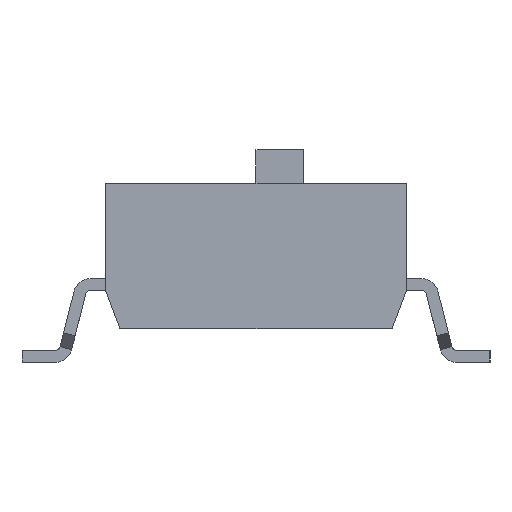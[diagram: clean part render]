
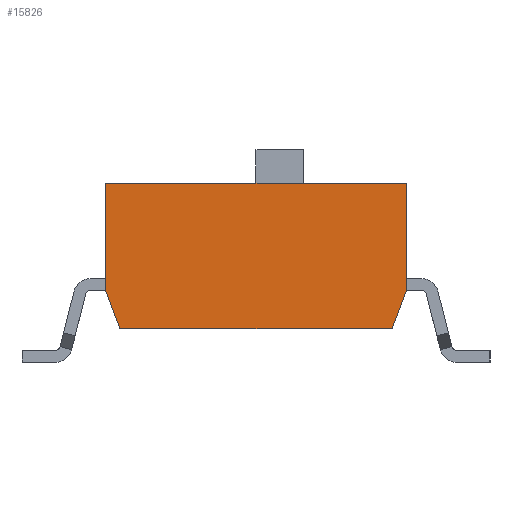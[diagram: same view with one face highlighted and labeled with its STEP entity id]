
A CAD part, left-side view. The second image highlights one B-rep face of the part: STEP entity #15826.
In plain terms, the highlighted planar face has unit normal (-1, 0, 0).
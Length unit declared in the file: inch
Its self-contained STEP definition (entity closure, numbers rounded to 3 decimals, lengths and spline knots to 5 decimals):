
#13114=CARTESIAN_POINT('',(-0.47047,0.12402,0.12008));
#13115=VERTEX_POINT('',#13114);
#13122=CARTESIAN_POINT('',(-0.47047,-0.12402,0.12008));
#13123=VERTEX_POINT('',#13122);
#13124=CARTESIAN_POINT('',(-0.47047,-0.12402,0.12008));
#13125=DIRECTION('',(0.0,1.0,0.0));
#13126=VECTOR('',#13125,0.24803);
#13127=LINE('',#13124,#13126);
#13128=EDGE_CURVE('',#13123,#13115,#13127,.T.);
#15472=CARTESIAN_POINT('',(-0.47047,0.12402,0.0315));
#15473=VERTEX_POINT('',#15472);
#15474=CARTESIAN_POINT('',(-0.47047,0.1122,0.));
#15475=VERTEX_POINT('',#15474);
#15476=CARTESIAN_POINT('',(-0.47047,0.12402,0.0315));
#15477=DIRECTION('',(0.0,-0.351,-0.936));
#15478=VECTOR('',#15477,0.03364);
#15479=LINE('',#15476,#15478);
#15480=EDGE_CURVE('',#15473,#15475,#15479,.T.);
#15575=CARTESIAN_POINT('',(-0.47047,-0.1122,0.));
#15576=VERTEX_POINT('',#15575);
#15577=CARTESIAN_POINT('',(-0.47047,-0.12402,0.0315));
#15578=VERTEX_POINT('',#15577);
#15579=CARTESIAN_POINT('',(-0.47047,-0.1122,0.));
#15580=DIRECTION('',(0.0,-0.351,0.936));
#15581=VECTOR('',#15580,0.03364);
#15582=LINE('',#15579,#15581);
#15583=EDGE_CURVE('',#15576,#15578,#15582,.T.);
#15712=CARTESIAN_POINT('',(-0.47047,0.12402,0.0315));
#15713=DIRECTION('',(0.0,0.0,1.0));
#15714=VECTOR('',#15713,0.08858);
#15715=LINE('',#15712,#15714);
#15716=EDGE_CURVE('',#15473,#13115,#15715,.T.);
#15745=CARTESIAN_POINT('',(-0.47047,-0.12402,0.0315));
#15746=DIRECTION('',(0.0,0.0,1.0));
#15747=VECTOR('',#15746,0.08858);
#15748=LINE('',#15745,#15747);
#15749=EDGE_CURVE('',#15578,#13123,#15748,.T.);
#15808=CARTESIAN_POINT('',(-0.47047,-0.13642,-0.006));
#15809=DIRECTION('',(-1.0,0.0,0.0));
#15810=DIRECTION('',(0.0,0.0,1.0));
#15811=AXIS2_PLACEMENT_3D('',#15808,#15809,#15810);
#15812=PLANE('',#15811);
#15813=ORIENTED_EDGE('',*,*,#15480,.T.);
#15814=CARTESIAN_POINT('',(-0.47047,-0.1122,0.0));
#15815=DIRECTION('',(0.0,1.0,0.0));
#15816=VECTOR('',#15815,0.22441);
#15817=LINE('',#15814,#15816);
#15818=EDGE_CURVE('',#15576,#15475,#15817,.T.);
#15819=ORIENTED_EDGE('',*,*,#15818,.F.);
#15820=ORIENTED_EDGE('',*,*,#15583,.T.);
#15821=ORIENTED_EDGE('',*,*,#15749,.T.);
#15822=ORIENTED_EDGE('',*,*,#13128,.T.);
#15823=ORIENTED_EDGE('',*,*,#15716,.F.);
#15824=EDGE_LOOP('',(#15813,#15819,#15820,#15821,#15822,#15823));
#15825=FACE_OUTER_BOUND('',#15824,.T.);
#15826=ADVANCED_FACE('',(#15825),#15812,.T.);
